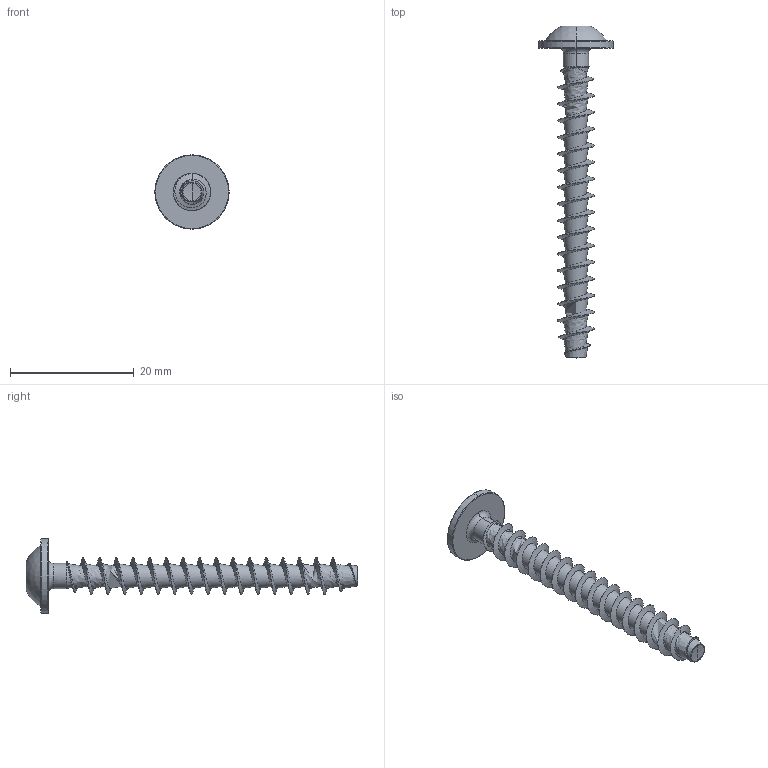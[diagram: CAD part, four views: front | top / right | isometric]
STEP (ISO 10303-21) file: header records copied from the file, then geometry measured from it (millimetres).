
FILE_DESCRIPTION (( 'STEP AP203' ), '1' );
FILE_NAME ('STP38A0600500.STEP', '2017-11-16T15:36:43', ( '' ), ( '' ), 'SwSTEP 2.0', 'SolidWorks 2015', '' );
FILE_SCHEMA (( 'CONFIG_CONTROL_DESIGN' ));
Products named in the file (1): STP38A0600500
Bounding box: 12 x 53.6 x 12 mm (x, y, z)
Volume: 847.8 mm3; surface area: 1389.4 mm2
Topology: 1 solids, 1 shells, 80 faces, 189 edges, 112 vertices
Faces by surface type: bspline 32, cylinder 24, cone 9, torus 8, sphere 4, plane 3
Entity records: 25831 total; most frequent: CARTESIAN_POINT 24176, ORIENTED_EDGE 374, DIRECTION 263, EDGE_CURVE 187, AXIS2_PLACEMENT_3D 113, VERTEX_POINT 112, B_SPLINE_CURVE_WITH_KNOTS 86, EDGE_LOOP 83
